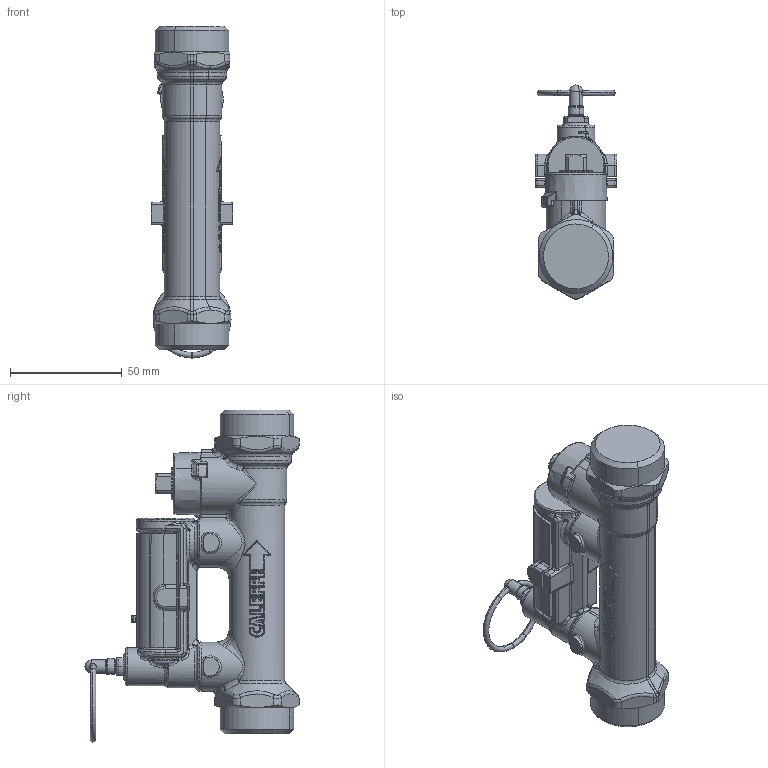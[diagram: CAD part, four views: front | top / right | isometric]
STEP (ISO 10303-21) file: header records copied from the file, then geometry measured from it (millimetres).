
FILE_DESCRIPTION(('CATIA V5 STEP Exchange','CAx-IF Rec.Pracs.--- Model Styling and Organization---1.5--- 2016-08-15','CAx-IF Rec.Pracs.---Supplemental Geometry---1.0---2011-11-01','CAx-IF Rec.Pracs.--- Composite Materials ---3.4---2017-06-13','CAx-IF Rec.Pracs.---Tessellated 3D Geometry---1.0---2015-12-17'),'2;1');
FILE_NAME('STEP_132637_-_TST.stp','2024-07-18T08:59:23+00:00',('none'),('none'),'CATIA Version 5-6 Release 2020 SP5','CATIA V5 STEP AP242 v2','none');
FILE_SCHEMA(('AP242_MANAGED_MODEL_BASED_3D_ENGINEERING_MIM_LF {1 0 10303 442 1 1 4}'));
Products named in the file (1): 132637 - TST
Bounding box: 36.6 x 95.91 x 148.76 mm (x, y, z)
Volume: 160515.8 mm3; surface area: 35915 mm2
Topology: 4 solids, 4 shells, 1841 faces, 4403 edges, 2432 vertices
Faces by surface type: bspline 908, cylinder 398, plane 225, sphere 108, torus 100, cone 82, extrusion 20
Entity records: 98989 total; most frequent: CARTESIAN_POINT 66781, ORIENTED_EDGE 8476, EDGE_CURVE 4238, DIRECTION 3035, B_SPLINE_CURVE_WITH_KNOTS 2677, VERTEX_POINT 2432, EDGE_LOOP 1878, ADVANCED_FACE 1841
